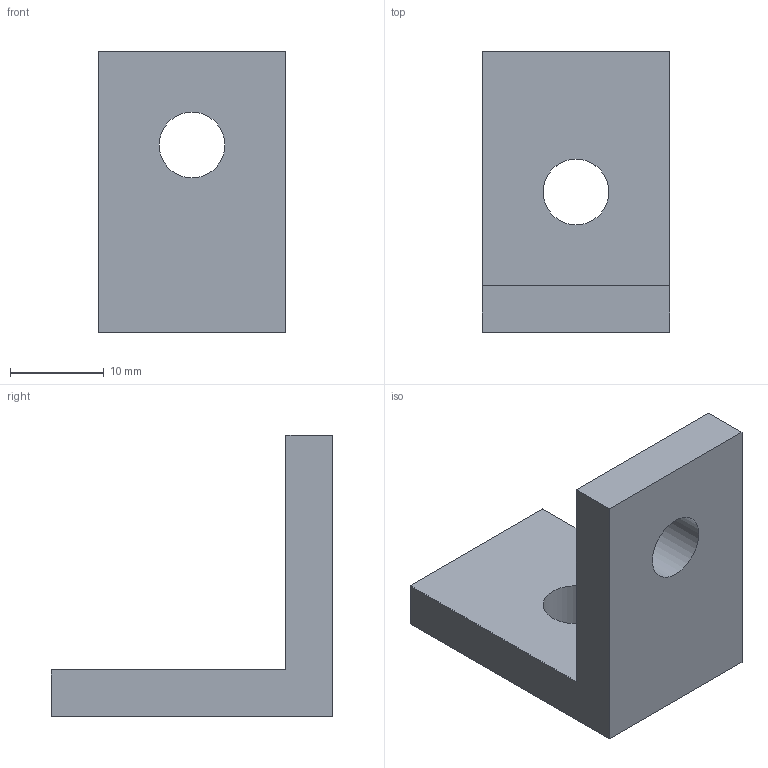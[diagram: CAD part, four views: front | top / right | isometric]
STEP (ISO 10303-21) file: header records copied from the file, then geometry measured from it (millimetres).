
FILE_DESCRIPTION(/* description */ ('STEP AP214'),/* implementation_level */ '2;1');
FILE_NAME(/* name */ 'HBLSS6',/* time_stamp */ '2024-06-24T05:28:07+02:00',/* author */ ('License CC BY-ND 4.0'),/* organization */ ('CADENAS'),/* preprocessor_version */ 'ST-DEVELOPER v19.3',/* originating_system */ 'PARTsolutions',/* authorisation */ ' ');
FILE_SCHEMA (('AUTOMOTIVE_DESIGN {1 0 10303 214 3 1 1}'));
Length unit declared in the file: millimetre
Products named in the file (2): HBLSS6; HBLSS6_b
Assembly tree (1 placements, depth 2):
  HBLSS6
    HBLSS6_b
Bounding box: 20 x 30 x 30 mm (x, y, z)
Volume: 5115.2 mm3; surface area: 3016 mm2
Topology: 1 solids, 1 shells, 10 faces, 25 edges, 17 vertices
Faces by surface type: plane 8, cylinder 2
Full cylindrical faces by diameter (mm): 7 x2
Entity records: 339 total; most frequent: DIRECTION 50, CARTESIAN_POINT 50, ORIENTED_EDGE 44, EDGE_CURVE 22, LINE 18, VECTOR 18, VERTEX_POINT 16, EDGE_LOOP 16
